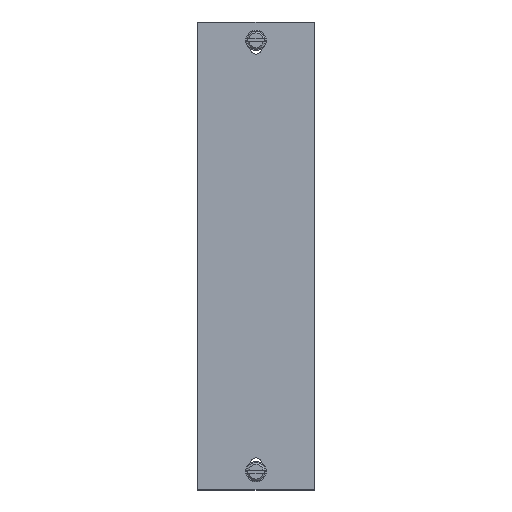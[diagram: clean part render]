
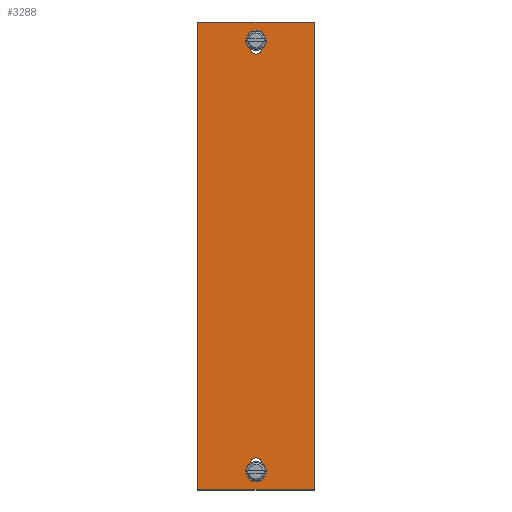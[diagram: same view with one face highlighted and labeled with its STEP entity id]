
A CAD part, top view. The second image highlights one B-rep face of the part: STEP entity #3288.
In plain terms, the highlighted planar face has unit normal (0, 0, 1).
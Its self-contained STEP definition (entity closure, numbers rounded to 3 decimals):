
#73=DIRECTION('',(0.,-1.,0.));
#74=VECTOR('',#73,160.2);
#75=CARTESIAN_POINT('',(-20.,80.1,2.));
#76=LINE('',#75,#74);
#77=DIRECTION('',(-1.,0.,0.));
#78=VECTOR('',#77,40.);
#79=CARTESIAN_POINT('',(20.,80.1,2.));
#80=LINE('',#79,#78);
#81=DIRECTION('',(0.,1.,0.));
#82=VECTOR('',#81,160.2);
#83=CARTESIAN_POINT('',(20.,-80.1,2.));
#84=LINE('',#83,#82);
#85=DIRECTION('',(1.,0.,0.));
#86=VECTOR('',#85,40.);
#87=CARTESIAN_POINT('',(-20.,-80.1,2.));
#88=LINE('',#87,#86);
#89=CARTESIAN_POINT('',(0.,-73.85,2.));
#90=DIRECTION('',(0.,0.,1.));
#91=DIRECTION('',(1.,0.,0.));
#92=AXIS2_PLACEMENT_3D('',#89,#90,#91);
#94=CARTESIAN_POINT('',(0.,-71.1,2.));
#95=DIRECTION('',(0.,0.,1.));
#96=DIRECTION('',(0.998,0.062,0.));
#97=AXIS2_PLACEMENT_3D('',#94,#95,#96);
#99=CARTESIAN_POINT('',(0.,-73.85,2.));
#100=DIRECTION('',(0.,0.,1.));
#101=DIRECTION('',(-0.57,0.821,0.));
#102=AXIS2_PLACEMENT_3D('',#99,#100,#101);
#104=CARTESIAN_POINT('',(0.,-73.85,2.));
#105=DIRECTION('',(0.,0.,1.));
#106=DIRECTION('',(-1.,0.,0.));
#107=AXIS2_PLACEMENT_3D('',#104,#105,#106);
#109=CARTESIAN_POINT('',(0.,73.85,2.));
#110=DIRECTION('',(0.,0.,1.));
#111=DIRECTION('',(1.,0.,0.));
#112=AXIS2_PLACEMENT_3D('',#109,#110,#111);
#114=CARTESIAN_POINT('',(0.,73.85,2.));
#115=DIRECTION('',(0.,0.,1.));
#116=DIRECTION('',(-1.,0.,0.));
#117=AXIS2_PLACEMENT_3D('',#114,#115,#116);
#119=CARTESIAN_POINT('',(0.,71.1,2.));
#120=DIRECTION('',(0.,0.,1.));
#121=DIRECTION('',(-0.998,-0.063,0.));
#122=AXIS2_PLACEMENT_3D('',#119,#120,#121);
#124=CARTESIAN_POINT('',(0.,73.85,2.));
#125=DIRECTION('',(0.,0.,1.));
#126=DIRECTION('',(0.57,-0.821,0.));
#127=AXIS2_PLACEMENT_3D('',#124,#125,#126);
#2677=CARTESIAN_POINT('',(-20.,80.1,2.));
#2678=CARTESIAN_POINT('',(-20.,-80.1,2.));
#2679=VERTEX_POINT('',#2677);
#2680=VERTEX_POINT('',#2678);
#2681=CARTESIAN_POINT('',(20.,-80.1,2.));
#2682=VERTEX_POINT('',#2681);
#2683=CARTESIAN_POINT('',(20.,80.1,2.));
#2684=VERTEX_POINT('',#2683);
#2697=CARTESIAN_POINT('',(3.5,-73.85,2.));
#2698=CARTESIAN_POINT('',(1.996,-70.975,2.));
#2699=VERTEX_POINT('',#2697);
#2700=VERTEX_POINT('',#2698);
#2701=CARTESIAN_POINT('',(-1.996,-70.975,2.));
#2702=CARTESIAN_POINT('',(-3.5,-73.85,2.));
#2703=VERTEX_POINT('',#2701);
#2704=VERTEX_POINT('',#2702);
#2725=CARTESIAN_POINT('',(3.5,73.85,2.));
#2726=CARTESIAN_POINT('',(-3.5,73.85,2.));
#2727=VERTEX_POINT('',#2725);
#2728=VERTEX_POINT('',#2726);
#2729=CARTESIAN_POINT('',(-1.996,70.975,2.));
#2730=VERTEX_POINT('',#2729);
#2731=CARTESIAN_POINT('',(1.996,70.975,2.));
#2732=VERTEX_POINT('',#2731);
#3257=CARTESIAN_POINT('',(0.,0.,2.));
#3258=DIRECTION('',(0.,0.,1.));
#3259=DIRECTION('',(1.,0.,0.));
#3260=AXIS2_PLACEMENT_3D('',#3257,#3258,#3259);
#3261=PLANE('',#3260);
#3262=ORIENTED_EDGE('',*,*,#3209,.F.);
#3263=ORIENTED_EDGE('',*,*,#3224,.F.);
#3264=ORIENTED_EDGE('',*,*,#3238,.F.);
#3265=ORIENTED_EDGE('',*,*,#3251,.F.);
#3266=EDGE_LOOP('',(#3262,#3263,#3264,#3265));
#3267=FACE_OUTER_BOUND('',#3266,.F.);
#3269=ORIENTED_EDGE('',*,*,#3268,.T.);
#3271=ORIENTED_EDGE('',*,*,#3270,.T.);
#3273=ORIENTED_EDGE('',*,*,#3272,.T.);
#3275=ORIENTED_EDGE('',*,*,#3274,.T.);
#3276=EDGE_LOOP('',(#3269,#3271,#3273,#3275));
#3277=FACE_BOUND('',#3276,.F.);
#3279=ORIENTED_EDGE('',*,*,#3278,.T.);
#3281=ORIENTED_EDGE('',*,*,#3280,.T.);
#3283=ORIENTED_EDGE('',*,*,#3282,.T.);
#3285=ORIENTED_EDGE('',*,*,#3284,.T.);
#3286=EDGE_LOOP('',(#3279,#3281,#3283,#3285));
#3287=FACE_BOUND('',#3286,.F.);
#3288=ADVANCED_FACE('',(#3267,#3277,#3287),#3261,.T.);
#93=CIRCLE('',#92,3.5);
#98=CIRCLE('',#97,2.);
#103=CIRCLE('',#102,3.5);
#108=CIRCLE('',#107,3.5);
#113=CIRCLE('',#112,3.5);
#118=CIRCLE('',#117,3.5);
#123=CIRCLE('',#122,2.);
#128=CIRCLE('',#127,3.5);
#3209=EDGE_CURVE('',#2679,#2680,#76,.T.);
#3224=EDGE_CURVE('',#2684,#2679,#80,.T.);
#3238=EDGE_CURVE('',#2682,#2684,#84,.T.);
#3251=EDGE_CURVE('',#2680,#2682,#88,.T.);
#3268=EDGE_CURVE('',#2699,#2700,#93,.T.);
#3270=EDGE_CURVE('',#2700,#2703,#98,.T.);
#3272=EDGE_CURVE('',#2703,#2704,#103,.T.);
#3274=EDGE_CURVE('',#2704,#2699,#108,.T.);
#3278=EDGE_CURVE('',#2727,#2728,#113,.T.);
#3280=EDGE_CURVE('',#2728,#2730,#118,.T.);
#3282=EDGE_CURVE('',#2730,#2732,#123,.T.);
#3284=EDGE_CURVE('',#2732,#2727,#128,.T.);
